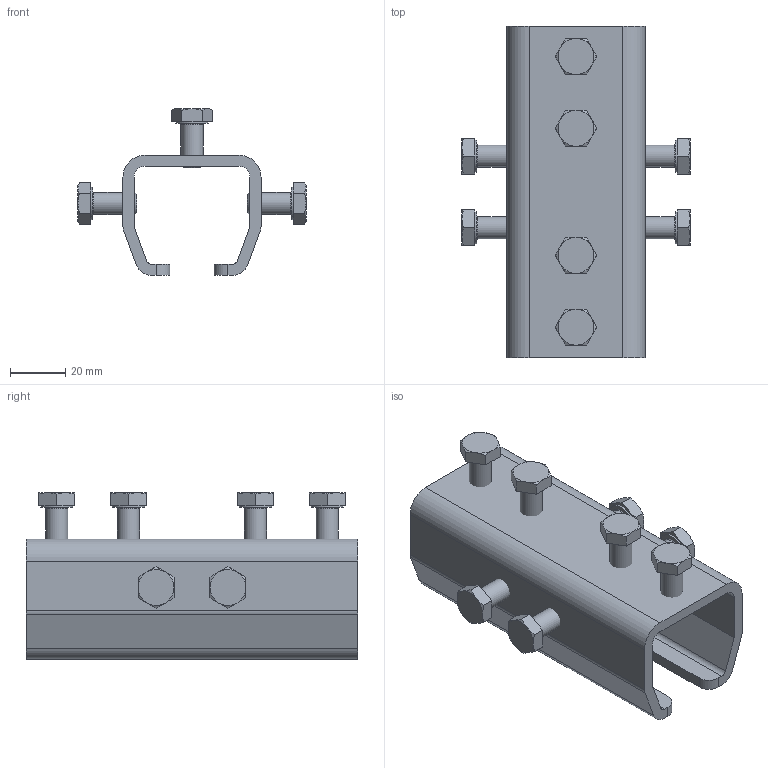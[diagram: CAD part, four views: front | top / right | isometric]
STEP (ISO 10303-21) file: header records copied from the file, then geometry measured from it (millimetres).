
FILE_DESCRIPTION(('STEP AP214'),'1');
FILE_NAME('PMH Skarvmuff 1303.stp','2013-08-13T08:09:55',(' '),(' '),'Spatial InterOp 3D',' ',' ');
FILE_SCHEMA(('automotive_design'));
Length unit declared in the file: millimetre
Products named in the file (10): PMH Profilskena skarvmuff 1303; Part9; Part8; Part7; Part6; Part5; Part4; Part3; Part2; Part1
Assembly tree (9 placements, depth 2):
  PMH Profilskena skarvmuff 1303
    Part9
    Part8
    Part7
    Part6
    Part5
    Part4
    Part3
    Part2
    Part1
Bounding box: 82.6 x 120 x 60.3 mm (x, y, z)
Volume: 77902.9 mm3; surface area: 42736.5 mm2
Topology: 9 solids, 9 shells, 202 faces, 440 edges, 272 vertices
Faces by surface type: plane 98, cone 56, cylinder 40, torus 8
Full cylindrical faces by diameter (mm): 6.9 x8, 8 x8, 11.63 x8
Entity records: 7531 total; most frequent: CARTESIAN_POINT 1492, DIRECTION 872, ORIENTED_EDGE 800, EDGE_CURVE 400, AXIS2_PLACEMENT_3D 356, EDGE_LOOP 274, VERTEX_POINT 272, FACE_OUTER_BOUND 234
